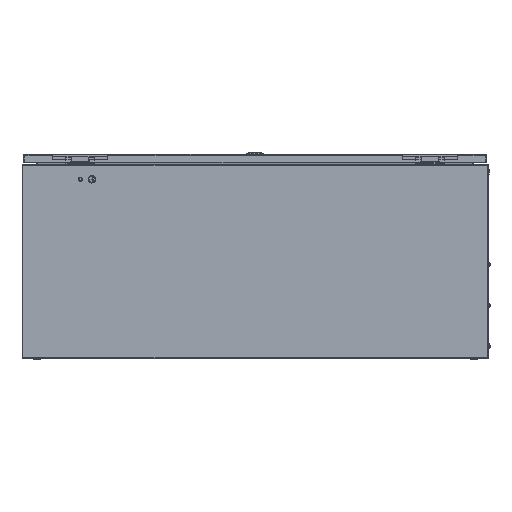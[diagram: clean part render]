
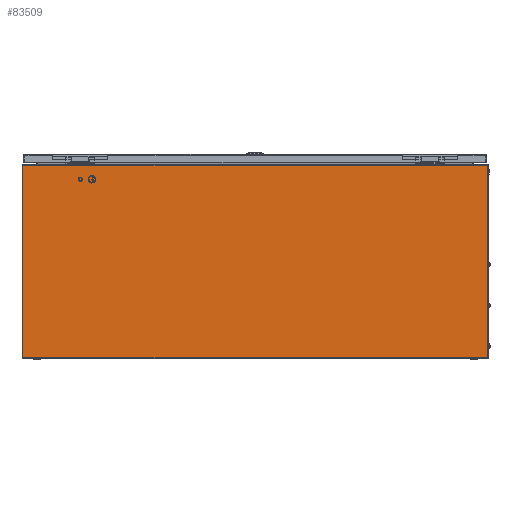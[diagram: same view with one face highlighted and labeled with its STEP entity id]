
A CAD part, left-side view. The second image highlights one B-rep face of the part: STEP entity #83509.
In plain terms, the highlighted planar face has unit normal (-1, 0, 0).
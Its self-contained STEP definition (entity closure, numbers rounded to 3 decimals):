
#1189 = CARTESIAN_POINT ( 'NONE',  ( 0., 0., 333. ) ) ;
#1542 = VECTOR ( 'NONE', #1969, 1000. ) ;
#1666 = FACE_OUTER_BOUND ( 'NONE', #10016, .T. ) ;
#1969 = DIRECTION ( 'NONE',  ( 0., 0., -1. ) ) ;
#4933 = VERTEX_POINT ( 'NONE', #5248 ) ;
#5248 = CARTESIAN_POINT ( 'NONE',  ( 0., 0., 0. ) ) ;
#6383 = EDGE_CURVE ( 'NONE', #50432, #49422, #67881, .T. ) ;
#7186 = EDGE_CURVE ( 'NONE', #50432, #83259, #25515, .T. ) ;
#10016 = EDGE_LOOP ( 'NONE', ( #28267, #53898, #58453, #43934 ) ) ;
#15375 = EDGE_CURVE ( 'NONE', #49422, #4933, #69934, .T. ) ;
#17063 = CARTESIAN_POINT ( 'NONE',  ( 0., 0., 0. ) ) ;
#17562 = DIRECTION ( 'NONE',  ( 0., -1., 0. ) ) ;
#18902 = AXIS2_PLACEMENT_3D ( 'NONE', #24874, #77295, #48659 ) ;
#24874 = CARTESIAN_POINT ( 'NONE',  ( 0., 0., 333. ) ) ;
#25515 = LINE ( 'NONE', #27907, #79135 ) ;
#27907 = CARTESIAN_POINT ( 'NONE',  ( 0., 0., 333. ) ) ;
#28267 = ORIENTED_EDGE ( 'NONE', *, *, #15375, .T. ) ;
#31717 = LINE ( 'NONE', #1189, #87628 ) ;
#32180 = DIRECTION ( 'NONE',  ( 0., 0., -1. ) ) ;
#34380 = CARTESIAN_POINT ( 'NONE',  ( 0., 800., 333. ) ) ;
#35178 = DIRECTION ( 'NONE',  ( 0., -1., 0. ) ) ;
#43934 = ORIENTED_EDGE ( 'NONE', *, *, #6383, .T. ) ;
#48659 = DIRECTION ( 'NONE',  ( 0., 0., -1. ) ) ;
#49422 = VERTEX_POINT ( 'NONE', #53579 ) ;
#50432 = VERTEX_POINT ( 'NONE', #34380 ) ;
#53579 = CARTESIAN_POINT ( 'NONE',  ( 0., 800., 0. ) ) ;
#53898 = ORIENTED_EDGE ( 'NONE', *, *, #93051, .F. ) ;
#54941 = PLANE ( 'NONE',  #18902 ) ;
#58453 = ORIENTED_EDGE ( 'NONE', *, *, #7186, .F. ) ;
#67881 = LINE ( 'NONE', #74227, #1542 ) ;
#69934 = LINE ( 'NONE', #17063, #80522 ) ;
#74227 = CARTESIAN_POINT ( 'NONE',  ( 0., 800., 333. ) ) ;
#77295 = DIRECTION ( 'NONE',  ( 1., 0., 0. ) ) ;
#77895 = CARTESIAN_POINT ( 'NONE',  ( 0., 0., 333. ) ) ;
#79135 = VECTOR ( 'NONE', #35178, 1000. ) ;
#80522 = VECTOR ( 'NONE', #17562, 1000. ) ;
#83259 = VERTEX_POINT ( 'NONE', #77895 ) ;
#83509 = ADVANCED_FACE ( 'NONE', ( #1666 ), #54941, .F. ) ;
#87628 = VECTOR ( 'NONE', #32180, 1000. ) ;
#93051 = EDGE_CURVE ( 'NONE', #83259, #4933, #31717, .T. ) ;
